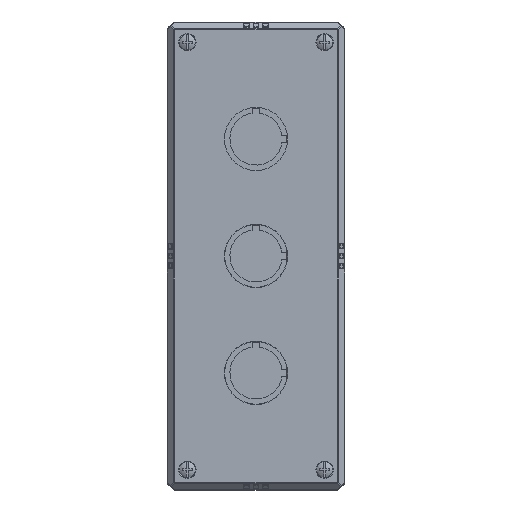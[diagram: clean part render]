
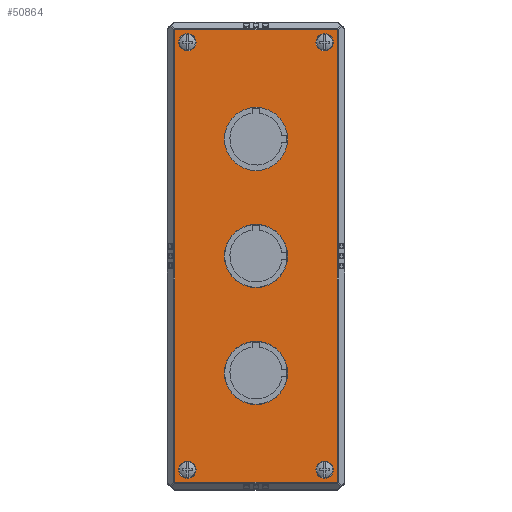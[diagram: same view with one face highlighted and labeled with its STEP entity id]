
A CAD part, top view. The second image highlights one B-rep face of the part: STEP entity #50864.
In plain terms, the highlighted face is planar.
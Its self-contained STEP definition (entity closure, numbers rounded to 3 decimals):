
#2407=FACE_BOUND('',#9348,.T.);
#2408=FACE_BOUND('',#9349,.T.);
#2409=FACE_BOUND('',#9350,.T.);
#2410=FACE_BOUND('',#9351,.T.);
#2411=FACE_BOUND('',#9352,.T.);
#2412=FACE_BOUND('',#9353,.T.);
#2413=FACE_BOUND('',#9354,.T.);
#3333=PLANE('',#54975);
#6114=FACE_OUTER_BOUND('',#9347,.T.);
#9347=EDGE_LOOP('',(#45381,#45382,#45383,#45384));
#9348=EDGE_LOOP('',(#45385));
#9349=EDGE_LOOP('',(#45386));
#9350=EDGE_LOOP('',(#45387));
#9351=EDGE_LOOP('',(#45388));
#9352=EDGE_LOOP('',(#45389));
#9353=EDGE_LOOP('',(#45390));
#9354=EDGE_LOOP('',(#45391));
#11326=CIRCLE('',#54943,13.5);
#11339=CIRCLE('',#54958,13.5);
#11350=CIRCLE('',#54971,3.7);
#11354=CIRCLE('',#54976,3.7);
#11355=CIRCLE('',#54977,3.7);
#11356=CIRCLE('',#54978,13.5);
#11357=CIRCLE('',#54979,3.7);
#15008=LINE('',#102186,#18757);
#15009=LINE('',#102188,#18758);
#15010=LINE('',#102190,#18759);
#15011=LINE('',#102191,#18760);
#18757=VECTOR('',#66233,10.);
#18758=VECTOR('',#66234,10.);
#18759=VECTOR('',#66235,10.);
#18760=VECTOR('',#66236,10.);
#24668=VERTEX_POINT('',#102100);
#24686=VERTEX_POINT('',#102139);
#24703=VERTEX_POINT('',#102176);
#24706=VERTEX_POINT('',#102184);
#24707=VERTEX_POINT('',#102185);
#24708=VERTEX_POINT('',#102187);
#24709=VERTEX_POINT('',#102189);
#24710=VERTEX_POINT('',#102192);
#24711=VERTEX_POINT('',#102194);
#24712=VERTEX_POINT('',#102196);
#24713=VERTEX_POINT('',#102198);
#31657=EDGE_CURVE('',#24668,#24668,#11326,.T.);
#31676=EDGE_CURVE('',#24686,#24686,#11339,.T.);
#31693=EDGE_CURVE('',#24703,#24703,#11350,.T.);
#31697=EDGE_CURVE('',#24706,#24707,#15008,.T.);
#31698=EDGE_CURVE('',#24708,#24706,#15009,.T.);
#31699=EDGE_CURVE('',#24709,#24708,#15010,.T.);
#31700=EDGE_CURVE('',#24707,#24709,#15011,.T.);
#31701=EDGE_CURVE('',#24710,#24710,#11354,.T.);
#31702=EDGE_CURVE('',#24711,#24711,#11355,.T.);
#31703=EDGE_CURVE('',#24712,#24712,#11356,.T.);
#31704=EDGE_CURVE('',#24713,#24713,#11357,.T.);
#45381=ORIENTED_EDGE('',*,*,#31697,.F.);
#45382=ORIENTED_EDGE('',*,*,#31698,.F.);
#45383=ORIENTED_EDGE('',*,*,#31699,.F.);
#45384=ORIENTED_EDGE('',*,*,#31700,.F.);
#45385=ORIENTED_EDGE('',*,*,#31701,.F.);
#45386=ORIENTED_EDGE('',*,*,#31702,.F.);
#45387=ORIENTED_EDGE('',*,*,#31703,.T.);
#45388=ORIENTED_EDGE('',*,*,#31676,.T.);
#45389=ORIENTED_EDGE('',*,*,#31657,.T.);
#45390=ORIENTED_EDGE('',*,*,#31704,.F.);
#45391=ORIENTED_EDGE('',*,*,#31693,.F.);
#50864=ADVANCED_FACE('',(#6114,#2407,#2408,#2409,#2410,#2411,#2412,#2413),
#3333,.T.);
#54943=AXIS2_PLACEMENT_3D('',#102102,#66155,#66156);
#54958=AXIS2_PLACEMENT_3D('',#102141,#66191,#66192);
#54971=AXIS2_PLACEMENT_3D('',#102177,#66223,#66224);
#54975=AXIS2_PLACEMENT_3D('',#102183,#66231,#66232);
#54976=AXIS2_PLACEMENT_3D('',#102193,#66237,#66238);
#54977=AXIS2_PLACEMENT_3D('',#102195,#66239,#66240);
#54978=AXIS2_PLACEMENT_3D('',#102197,#66241,#66242);
#54979=AXIS2_PLACEMENT_3D('',#102199,#66243,#66244);
#66155=DIRECTION('center_axis',(0.,-1.,0.));
#66156=DIRECTION('ref_axis',(1.,0.,0.));
#66191=DIRECTION('center_axis',(0.,-1.,0.));
#66192=DIRECTION('ref_axis',(1.,0.,0.));
#66223=DIRECTION('center_axis',(0.,1.,0.));
#66224=DIRECTION('ref_axis',(-1.,0.,0.));
#66231=DIRECTION('center_axis',(0.,1.,0.));
#66232=DIRECTION('ref_axis',(0.,0.,1.));
#66233=DIRECTION('',(0.,0.,1.));
#66234=DIRECTION('',(1.,0.,0.));
#66235=DIRECTION('',(0.,0.,-1.));
#66236=DIRECTION('',(-1.,0.,0.));
#66237=DIRECTION('center_axis',(0.,1.,0.));
#66238=DIRECTION('ref_axis',(-1.,0.,0.));
#66239=DIRECTION('center_axis',(0.,1.,0.));
#66240=DIRECTION('ref_axis',(-1.,0.,0.));
#66241=DIRECTION('center_axis',(0.,-1.,0.));
#66242=DIRECTION('ref_axis',(1.,0.,0.));
#66243=DIRECTION('center_axis',(0.,1.,0.));
#66244=DIRECTION('ref_axis',(-1.,0.,0.));
#102100=CARTESIAN_POINT('',(0.,22.,13.5));
#102102=CARTESIAN_POINT('Origin',(0.,22.,0.));
#102139=CARTESIAN_POINT('',(0.,22.,63.5));
#102141=CARTESIAN_POINT('Origin',(0.,22.,50.));
#102176=CARTESIAN_POINT('',(29.3,22.,95.05));
#102177=CARTESIAN_POINT('Origin',(29.3,22.,91.35));
#102183=CARTESIAN_POINT('Origin',(0.,22.,0.));
#102184=CARTESIAN_POINT('',(34.793,22.,-96.793));
#102185=CARTESIAN_POINT('',(34.793,22.,96.793));
#102186=CARTESIAN_POINT('',(34.793,22.,24.25));
#102187=CARTESIAN_POINT('',(-34.793,22.,-96.793));
#102188=CARTESIAN_POINT('',(8.75,22.,-96.793));
#102189=CARTESIAN_POINT('',(-34.793,22.,96.793));
#102190=CARTESIAN_POINT('',(-34.793,22.,-24.25));
#102191=CARTESIAN_POINT('',(-8.75,22.,96.793));
#102192=CARTESIAN_POINT('',(29.3,22.,-87.65));
#102193=CARTESIAN_POINT('Origin',(29.3,22.,-91.35));
#102194=CARTESIAN_POINT('',(-29.3,22.,95.05));
#102195=CARTESIAN_POINT('Origin',(-29.3,22.,91.35));
#102196=CARTESIAN_POINT('',(-13.5,22.,-50.));
#102197=CARTESIAN_POINT('Origin',(0.,22.,-50.));
#102198=CARTESIAN_POINT('',(-29.3,22.,-87.65));
#102199=CARTESIAN_POINT('Origin',(-29.3,22.,-91.35));
